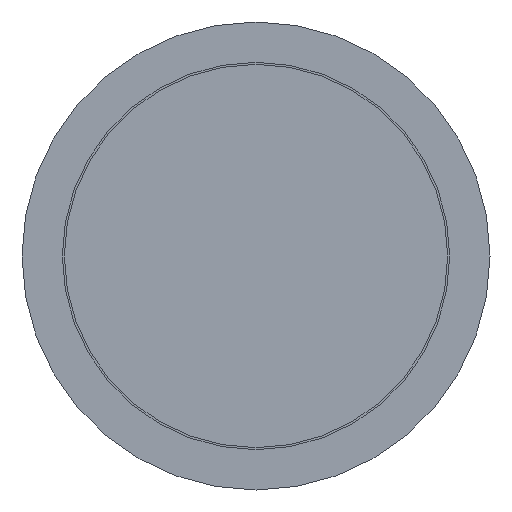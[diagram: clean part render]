
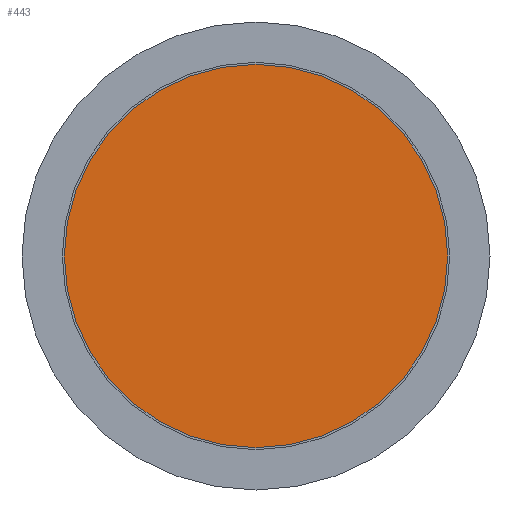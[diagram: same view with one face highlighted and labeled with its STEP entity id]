
A CAD part, front view. The second image highlights one B-rep face of the part: STEP entity #443.
In plain terms, the highlighted planar face has unit normal (0, -1, 0).
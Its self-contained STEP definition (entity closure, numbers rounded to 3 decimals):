
#65 = CARTESIAN_POINT ( 'NONE',  ( -23.75, 0., 0. ) ) ;
#100 = EDGE_CURVE ( 'NONE', #335, #335, #172, .T. ) ;
#119 = PLANE ( 'NONE',  #284 ) ;
#131 = AXIS2_PLACEMENT_3D ( 'NONE', #446, #294, #464 ) ;
#172 = CIRCLE ( 'NONE', #131, 23.75 ) ;
#237 = DIRECTION ( 'NONE',  ( 0., 1., 0. ) ) ;
#284 = AXIS2_PLACEMENT_3D ( 'NONE', #65, #237, #329 ) ;
#294 = DIRECTION ( 'NONE',  ( 0., -1., 0. ) ) ;
#329 = DIRECTION ( 'NONE',  ( 0., 0., 1. ) ) ;
#335 = VERTEX_POINT ( 'NONE', #549 ) ;
#443 = ADVANCED_FACE ( 'NONE', ( #453 ), #119, .F. ) ;
#446 = CARTESIAN_POINT ( 'NONE',  ( 0., 0., 0. ) ) ;
#453 = FACE_OUTER_BOUND ( 'NONE', #457, .T. ) ;
#457 = EDGE_LOOP ( 'NONE', ( #525 ) ) ;
#464 = DIRECTION ( 'NONE',  ( 0., 0., -1. ) ) ;
#525 = ORIENTED_EDGE ( 'NONE', *, *, #100, .T. ) ;
#549 = CARTESIAN_POINT ( 'NONE',  ( 0., 0., -23.75 ) ) ;
